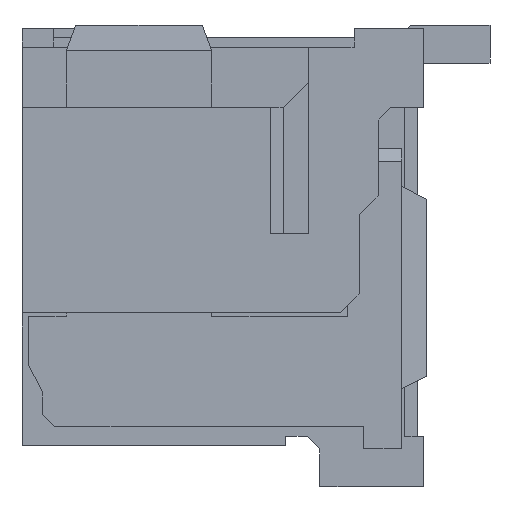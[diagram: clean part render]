
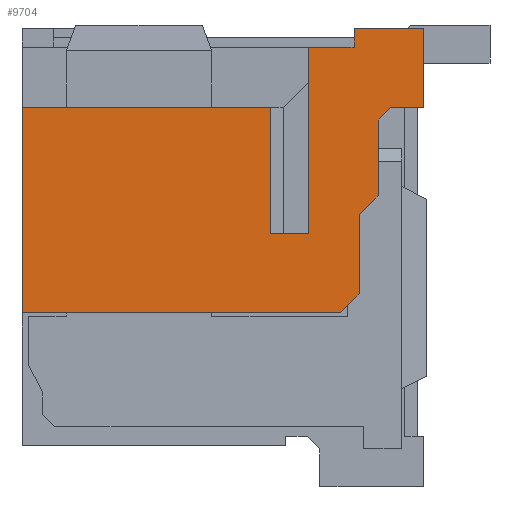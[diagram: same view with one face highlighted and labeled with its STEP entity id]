
A CAD part, left-side view. The second image highlights one B-rep face of the part: STEP entity #9704.
In plain terms, the highlighted planar face has unit normal (-1, 0, 0).
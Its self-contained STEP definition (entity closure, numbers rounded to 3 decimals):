
#241=FACE_OUTER_BOUND('',#738,.T.);
#738=EDGE_LOOP('',(#6882,#6883,#6884,#6885,#6886,#6887,#6888,#6889,#6890,
#6891,#6892,#6893,#6894,#6895,#6896,#6897));
#1197=LINE('',#13344,#2561);
#1348=LINE('',#13642,#2712);
#1516=LINE('',#13981,#2880);
#1536=LINE('',#14019,#2900);
#1538=LINE('',#14023,#2902);
#1540=LINE('',#14027,#2904);
#1542=LINE('',#14031,#2906);
#1544=LINE('',#14034,#2908);
#1545=LINE('',#14037,#2909);
#1546=LINE('',#14039,#2910);
#1547=LINE('',#14040,#2911);
#1548=LINE('',#14041,#2912);
#1549=LINE('',#14043,#2913);
#1550=LINE('',#14045,#2914);
#1551=LINE('',#14047,#2915);
#1552=LINE('',#14048,#2916);
#2561=VECTOR('',#10787,0.6);
#2712=VECTOR('',#11024,1.25);
#2880=VECTOR('',#11268,5.03);
#2900=VECTOR('',#11294,0.283);
#2902=VECTOR('',#11298,1.2);
#2904=VECTOR('',#11302,0.424);
#2906=VECTOR('',#11306,1.25);
#2908=VECTOR('',#11310,0.424);
#2909=VECTOR('',#11313,2.);
#2910=VECTOR('',#11314,3.93);
#2911=VECTOR('',#11315,3.25);
#2912=VECTOR('',#11316,0.52);
#2913=VECTOR('',#11317,1.1);
#2914=VECTOR('',#11318,0.3);
#2915=VECTOR('',#11319,0.72);
#2916=VECTOR('',#11320,2.95);
#3912=VERTEX_POINT('',#13342);
#3913=VERTEX_POINT('',#13343);
#4016=VERTEX_POINT('',#13639);
#4017=VERTEX_POINT('',#13641);
#4149=VERTEX_POINT('',#13978);
#4150=VERTEX_POINT('',#13980);
#4164=VERTEX_POINT('',#14016);
#4165=VERTEX_POINT('',#14018);
#4166=VERTEX_POINT('',#14022);
#4167=VERTEX_POINT('',#14026);
#4168=VERTEX_POINT('',#14030);
#4169=VERTEX_POINT('',#14036);
#4170=VERTEX_POINT('',#14038);
#4171=VERTEX_POINT('',#14042);
#4172=VERTEX_POINT('',#14044);
#4173=VERTEX_POINT('',#14046);
#4867=EDGE_CURVE('',#3912,#3913,#1197,.T.);
#5018=EDGE_CURVE('',#4017,#4016,#1348,.T.);
#5188=EDGE_CURVE('',#4150,#4149,#1516,.T.);
#5208=EDGE_CURVE('',#4164,#4165,#1536,.T.);
#5210=EDGE_CURVE('',#4165,#4166,#1538,.T.);
#5212=EDGE_CURVE('',#4166,#4167,#1540,.T.);
#5214=EDGE_CURVE('',#4167,#4168,#1542,.T.);
#5216=EDGE_CURVE('',#4168,#4149,#1544,.T.);
#5217=EDGE_CURVE('',#3913,#4169,#1545,.T.);
#5218=EDGE_CURVE('',#4170,#4169,#1546,.T.);
#5219=EDGE_CURVE('',#4170,#4150,#1547,.T.);
#5220=EDGE_CURVE('',#4017,#4164,#1548,.T.);
#5221=EDGE_CURVE('',#4016,#4171,#1549,.T.);
#5222=EDGE_CURVE('',#4171,#4172,#1550,.T.);
#5223=EDGE_CURVE('',#4172,#4173,#1551,.T.);
#5224=EDGE_CURVE('',#4173,#3912,#1552,.T.);
#6882=ORIENTED_EDGE('',*,*,#4867,.T.);
#6883=ORIENTED_EDGE('',*,*,#5217,.T.);
#6884=ORIENTED_EDGE('',*,*,#5218,.F.);
#6885=ORIENTED_EDGE('',*,*,#5219,.T.);
#6886=ORIENTED_EDGE('',*,*,#5188,.T.);
#6887=ORIENTED_EDGE('',*,*,#5216,.F.);
#6888=ORIENTED_EDGE('',*,*,#5214,.F.);
#6889=ORIENTED_EDGE('',*,*,#5212,.F.);
#6890=ORIENTED_EDGE('',*,*,#5210,.F.);
#6891=ORIENTED_EDGE('',*,*,#5208,.F.);
#6892=ORIENTED_EDGE('',*,*,#5220,.F.);
#6893=ORIENTED_EDGE('',*,*,#5018,.T.);
#6894=ORIENTED_EDGE('',*,*,#5221,.T.);
#6895=ORIENTED_EDGE('',*,*,#5222,.T.);
#6896=ORIENTED_EDGE('',*,*,#5223,.T.);
#6897=ORIENTED_EDGE('',*,*,#5224,.T.);
#9246=PLANE('',#10217);
#9704=ADVANCED_FACE('',(#241),#9246,.T.);
#10217=AXIS2_PLACEMENT_3D('',#14035,#11311,#11312);
#10787=DIRECTION('',(0.,1.,0.));
#11024=DIRECTION('',(0.,0.,1.));
#11268=DIRECTION('',(0.,-1.,0.));
#11294=DIRECTION('',(0.,0.707,-0.707));
#11298=DIRECTION('',(0.,0.,-1.));
#11302=DIRECTION('',(0.,0.707,-0.707));
#11306=DIRECTION('',(0.,0.,-1.));
#11310=DIRECTION('',(0.,0.707,-0.707));
#11311=DIRECTION('center_axis',(-1.,0.,0.));
#11312=DIRECTION('ref_axis',(0.,0.,1.));
#11313=DIRECTION('',(0.,0.,1.));
#11314=DIRECTION('',(0.,-1.,0.));
#11315=DIRECTION('',(0.,0.,-1.));
#11316=DIRECTION('',(0.,1.,0.));
#11317=DIRECTION('',(0.,1.,0.));
#11318=DIRECTION('',(0.,0.,-1.));
#11319=DIRECTION('',(0.,1.,0.));
#11320=DIRECTION('',(0.,0.,-1.));
#13342=CARTESIAN_POINT('',(-5.9,-1.93,0.82));
#13343=CARTESIAN_POINT('',(-5.9,-1.33,0.82));
#13344=CARTESIAN_POINT('',(-5.9,-1.93,0.82));
#13639=CARTESIAN_POINT('',(-5.9,-3.75,4.07));
#13641=CARTESIAN_POINT('',(-5.9,-3.75,2.82));
#13642=CARTESIAN_POINT('',(-5.9,-3.75,2.82));
#13978=CARTESIAN_POINT('',(-5.9,-2.43,-0.43));
#13980=CARTESIAN_POINT('',(-5.9,2.6,-0.43));
#13981=CARTESIAN_POINT('',(-5.9,2.6,-0.43));
#14016=CARTESIAN_POINT('',(-5.9,-3.23,2.82));
#14018=CARTESIAN_POINT('',(-5.9,-3.03,2.62));
#14019=CARTESIAN_POINT('',(-5.9,-3.23,2.82));
#14022=CARTESIAN_POINT('',(-5.9,-3.03,1.42));
#14023=CARTESIAN_POINT('',(-5.9,-3.03,2.62));
#14026=CARTESIAN_POINT('',(-5.9,-2.73,1.12));
#14027=CARTESIAN_POINT('',(-5.9,-3.03,1.42));
#14030=CARTESIAN_POINT('',(-5.9,-2.73,-0.13));
#14031=CARTESIAN_POINT('',(-5.9,-2.73,1.12));
#14034=CARTESIAN_POINT('',(-5.9,-2.73,-0.13));
#14035=CARTESIAN_POINT('Origin',(-5.9,0.,0.445));
#14036=CARTESIAN_POINT('',(-5.9,-1.33,2.82));
#14037=CARTESIAN_POINT('',(-5.9,-1.33,0.82));
#14038=CARTESIAN_POINT('',(-5.9,2.6,2.82));
#14039=CARTESIAN_POINT('',(-5.9,2.6,2.82));
#14040=CARTESIAN_POINT('',(-5.9,2.6,2.82));
#14041=CARTESIAN_POINT('',(-5.9,-3.75,2.82));
#14042=CARTESIAN_POINT('',(-5.9,-2.65,4.07));
#14043=CARTESIAN_POINT('',(-5.9,-3.75,4.07));
#14044=CARTESIAN_POINT('',(-5.9,-2.65,3.77));
#14045=CARTESIAN_POINT('',(-5.9,-2.65,4.07));
#14046=CARTESIAN_POINT('',(-5.9,-1.93,3.77));
#14047=CARTESIAN_POINT('',(-5.9,-2.65,3.77));
#14048=CARTESIAN_POINT('',(-5.9,-1.93,3.77));
